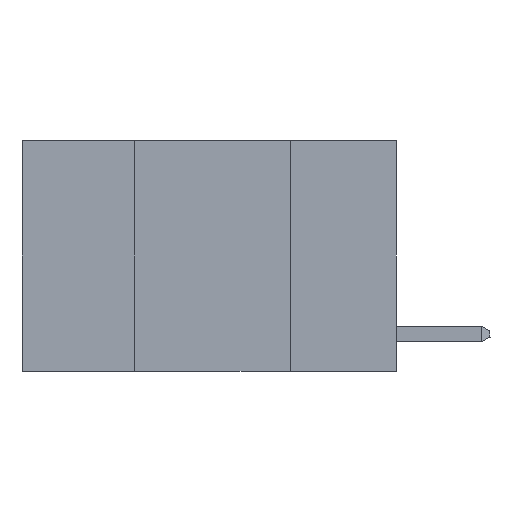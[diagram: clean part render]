
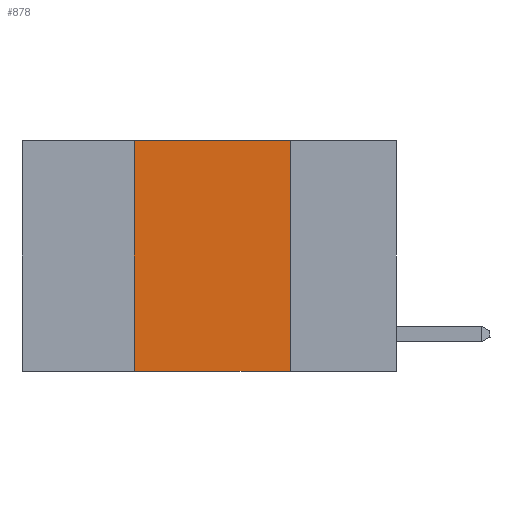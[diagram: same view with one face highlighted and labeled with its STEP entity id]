
A CAD part, left-side view. The second image highlights one B-rep face of the part: STEP entity #878.
In plain terms, the highlighted planar face has unit normal (-1, 0, 0).
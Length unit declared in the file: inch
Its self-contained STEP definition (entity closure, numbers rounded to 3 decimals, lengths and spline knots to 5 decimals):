
#81 = LINE ( 'NONE', #1360, #582 ) ;
#155 = CARTESIAN_POINT ( 'NONE',  ( 0., 0.42, -0.37 ) ) ;
#252 = EDGE_LOOP ( 'NONE', ( #1721, #2167, #412, #3084 ) ) ;
#412 = ORIENTED_EDGE ( 'NONE', *, *, #2133, .F. ) ;
#538 = VERTEX_POINT ( 'NONE', #1672 ) ;
#582 = VECTOR ( 'NONE', #2112, 39.37008 ) ;
#650 = CARTESIAN_POINT ( 'NONE',  ( 0., 0.6, 0. ) ) ;
#878 = ADVANCED_FACE ( 'NONE', ( #6649 ), #7448, .F. ) ;
#1360 = CARTESIAN_POINT ( 'NONE',  ( 0., 0.42, 0. ) ) ;
#1672 = CARTESIAN_POINT ( 'NONE',  ( 0., 0.17, 0. ) ) ;
#1721 = ORIENTED_EDGE ( 'NONE', *, *, #7930, .F. ) ;
#1864 = CARTESIAN_POINT ( 'NONE',  ( 0., 0.42, 0. ) ) ;
#2112 = DIRECTION ( 'NONE',  ( 0., 0., 1. ) ) ;
#2133 = EDGE_CURVE ( 'NONE', #5307, #4696, #81, .T. ) ;
#2167 = ORIENTED_EDGE ( 'NONE', *, *, #7053, .F. ) ;
#2222 = CARTESIAN_POINT ( 'NONE',  ( 0., 0.6, -0.37 ) ) ;
#2232 = DIRECTION ( 'NONE',  ( 0., -1., 0. ) ) ;
#2349 = CARTESIAN_POINT ( 'NONE',  ( 0., 0.17, 0. ) ) ;
#2480 = AXIS2_PLACEMENT_3D ( 'NONE', #6731, #6042, #8659 ) ;
#2687 = VERTEX_POINT ( 'NONE', #3512 ) ;
#3084 = ORIENTED_EDGE ( 'NONE', *, *, #8661, .T. ) ;
#3512 = CARTESIAN_POINT ( 'NONE',  ( 0., 0.17, -0.37 ) ) ;
#4138 = VECTOR ( 'NONE', #6808, 39.37008 ) ;
#4380 = DIRECTION ( 'NONE',  ( 0., 0., -1. ) ) ;
#4694 = VECTOR ( 'NONE', #2232, 39.37008 ) ;
#4696 = VERTEX_POINT ( 'NONE', #1864 ) ;
#5307 = VERTEX_POINT ( 'NONE', #155 ) ;
#6042 = DIRECTION ( 'NONE',  ( 1., 0., 0. ) ) ;
#6225 = LINE ( 'NONE', #2222, #4138 ) ;
#6649 = FACE_OUTER_BOUND ( 'NONE', #252, .T. ) ;
#6731 = CARTESIAN_POINT ( 'NONE',  ( 0., 0.6, 0. ) ) ;
#6808 = DIRECTION ( 'NONE',  ( 0., -1., 0. ) ) ;
#7053 = EDGE_CURVE ( 'NONE', #4696, #538, #8173, .T. ) ;
#7391 = VECTOR ( 'NONE', #4380, 39.37008 ) ;
#7448 = PLANE ( 'NONE',  #2480 ) ;
#7778 = LINE ( 'NONE', #2349, #7391 ) ;
#7930 = EDGE_CURVE ( 'NONE', #538, #2687, #7778, .T. ) ;
#8173 = LINE ( 'NONE', #650, #4694 ) ;
#8659 = DIRECTION ( 'NONE',  ( 0., 0., -1. ) ) ;
#8661 = EDGE_CURVE ( 'NONE', #5307, #2687, #6225, .T. ) ;
